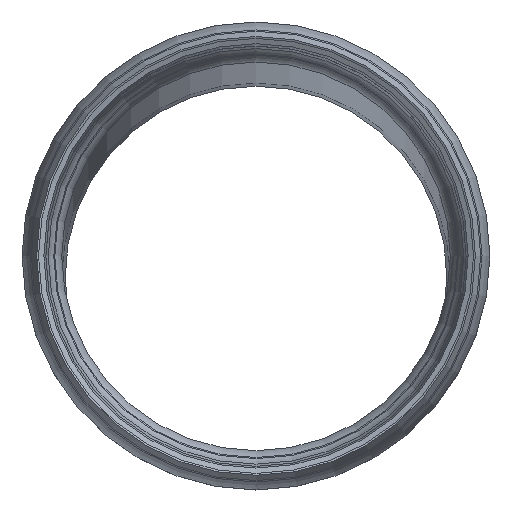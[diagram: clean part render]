
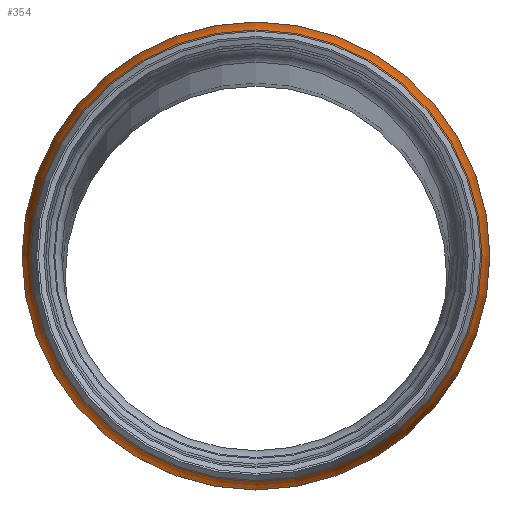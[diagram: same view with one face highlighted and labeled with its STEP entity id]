
A CAD part, top view. The second image highlights one B-rep face of the part: STEP entity #354.
In plain terms, the highlighted toroidal (fillet/blend) face has major radius 340 mm and minor radius 250 mm.
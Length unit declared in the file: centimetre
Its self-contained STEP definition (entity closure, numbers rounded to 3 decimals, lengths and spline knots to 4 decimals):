
#31=TOROIDAL_SURFACE('',#446,34.,25.);
#58=FACE_OUTER_BOUND('',#80,.T.);
#80=EDGE_LOOP('',(#312,#313,#314,#315,#316,#317));
#119=CIRCLE('',#444,56.6577);
#120=CIRCLE('',#445,56.6577);
#121=CIRCLE('',#447,25.);
#122=CIRCLE('',#448,59.);
#123=CIRCLE('',#449,59.);
#155=VERTEX_POINT('',#705);
#156=VERTEX_POINT('',#707);
#157=VERTEX_POINT('',#711);
#158=VERTEX_POINT('',#713);
#208=EDGE_CURVE('',#155,#156,#119,.T.);
#209=EDGE_CURVE('',#156,#155,#120,.T.);
#210=EDGE_CURVE('',#156,#157,#121,.T.);
#211=EDGE_CURVE('',#157,#158,#122,.T.);
#212=EDGE_CURVE('',#158,#157,#123,.T.);
#312=ORIENTED_EDGE('',*,*,#208,.F.);
#313=ORIENTED_EDGE('',*,*,#209,.F.);
#314=ORIENTED_EDGE('',*,*,#210,.T.);
#315=ORIENTED_EDGE('',*,*,#211,.T.);
#316=ORIENTED_EDGE('',*,*,#212,.T.);
#317=ORIENTED_EDGE('',*,*,#210,.F.);
#354=ADVANCED_FACE('',(#58),#31,.T.);
#444=AXIS2_PLACEMENT_3D('',#708,#582,#583);
#445=AXIS2_PLACEMENT_3D('',#709,#584,#585);
#446=AXIS2_PLACEMENT_3D('',#710,#586,#587);
#447=AXIS2_PLACEMENT_3D('',#712,#588,#589);
#448=AXIS2_PLACEMENT_3D('',#714,#590,#591);
#449=AXIS2_PLACEMENT_3D('',#715,#592,#593);
#582=DIRECTION('center_axis',(0.,0.,1.));
#583=DIRECTION('ref_axis',(1.,0.,0.));
#584=DIRECTION('center_axis',(0.,0.,1.));
#585=DIRECTION('ref_axis',(1.,0.,0.));
#586=DIRECTION('center_axis',(0.,0.,1.));
#587=DIRECTION('ref_axis',(0.,-1.,0.));
#588=DIRECTION('center_axis',(-1.,0.,0.));
#589=DIRECTION('ref_axis',(0.,1.,0.));
#590=DIRECTION('center_axis',(0.,0.,1.));
#591=DIRECTION('ref_axis',(1.,0.,0.));
#592=DIRECTION('center_axis',(0.,0.,1.));
#593=DIRECTION('ref_axis',(1.,0.,0.));
#705=CARTESIAN_POINT('',(-56.6577,0.,3067.1155));
#707=CARTESIAN_POINT('',(0.,56.6577,3067.1155));
#708=CARTESIAN_POINT('Origin',(0.,0.,3067.1155));
#709=CARTESIAN_POINT('Origin',(0.,0.,3067.1155));
#710=CARTESIAN_POINT('Origin',(0.,0.,3056.55));
#711=CARTESIAN_POINT('',(0.,59.,3056.55));
#712=CARTESIAN_POINT('Origin',(0.,34.,3056.55));
#713=CARTESIAN_POINT('',(-59.,0.,3056.55));
#714=CARTESIAN_POINT('Origin',(0.,0.,3056.55));
#715=CARTESIAN_POINT('Origin',(0.,0.,3056.55));
